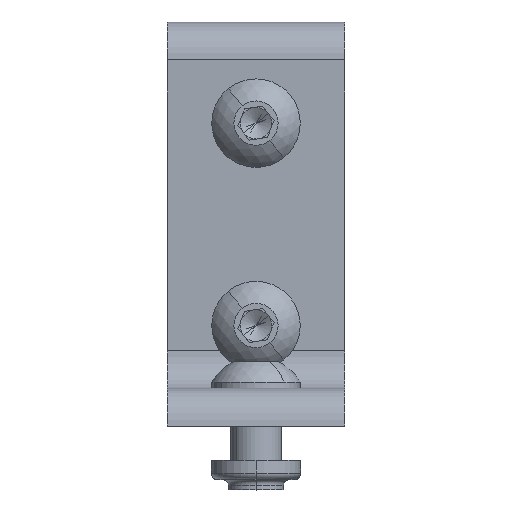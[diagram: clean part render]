
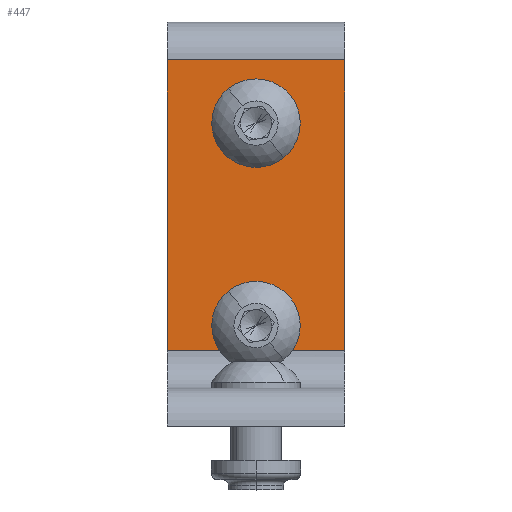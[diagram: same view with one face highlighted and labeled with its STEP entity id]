
A CAD part, top view. The second image highlights one B-rep face of the part: STEP entity #447.
In plain terms, the highlighted planar face has unit normal (0, 0, 1).
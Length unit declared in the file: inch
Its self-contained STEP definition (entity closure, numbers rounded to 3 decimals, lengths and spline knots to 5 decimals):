
#27 = ORIENTED_EDGE ( 'NONE', *, *, #563, .F. ) ;
#303 = VERTEX_POINT ( 'NONE', #1215 ) ;
#324 = ORIENTED_EDGE ( 'NONE', *, *, #513, .F. ) ;
#330 = VERTEX_POINT ( 'NONE', #1508 ) ;
#406 = EDGE_CURVE ( 'NONE', #497, #1395, #2012, .T. ) ;
#423 = EDGE_CURVE ( 'NONE', #330, #2468, #897, .T. ) ;
#426 = ORIENTED_EDGE ( 'NONE', *, *, #727, .F. ) ;
#432 = ORIENTED_EDGE ( 'NONE', *, *, #423, .T. ) ;
#447 = ADVANCED_FACE ( 'NONE', ( #1050, #1051 ), #1052, .T. ) ;
#448 = ORIENTED_EDGE ( 'NONE', *, *, #479, .T. ) ;
#474 = VERTEX_POINT ( 'NONE', #1242 ) ;
#479 = EDGE_CURVE ( 'NONE', #2468, #474, #1261, .T. ) ;
#497 = VERTEX_POINT ( 'NONE', #1427 ) ;
#504 = EDGE_LOOP ( 'NONE', ( #426, #1688 ) ) ;
#513 = EDGE_CURVE ( 'NONE', #1395, #474, #1509, .T. ) ;
#549 = VERTEX_POINT ( 'NONE', #1663 ) ;
#562 = VERTEX_POINT ( 'NONE', #1767 ) ;
#563 = EDGE_CURVE ( 'NONE', #562, #991, #1784, .T. ) ;
#570 = EDGE_LOOP ( 'NONE', ( #1848, #703, #27, #757, #432, #448, #324 ) ) ;
#583 = EDGE_CURVE ( 'NONE', #549, #303, #1970, .T. ) ;
#703 = ORIENTED_EDGE ( 'NONE', *, *, #1057, .T. ) ;
#727 = EDGE_CURVE ( 'NONE', #303, #549, #1909, .T. ) ;
#749 = EDGE_CURVE ( 'NONE', #330, #562, #893, .T. ) ;
#757 = ORIENTED_EDGE ( 'NONE', *, *, #749, .F. ) ;
#779 = CARTESIAN_POINT ( 'NONE',  ( -0.4375, 0.375, 0.1875 ) ) ;
#893 = LINE ( 'NONE', #894, #895 ) ;
#894 = CARTESIAN_POINT ( 'NONE',  ( -0.4375, 1.8125, 0.1875 ) ) ;
#895 = VECTOR ( 'NONE', #896, 39.37008 ) ;
#896 = DIRECTION ( 'NONE',  ( 1., 0., 0. ) ) ;
#897 = LINE ( 'NONE', #898, #899 ) ;
#898 = CARTESIAN_POINT ( 'NONE',  ( -0.4375, 0.375, 0.1875 ) ) ;
#899 = VECTOR ( 'NONE', #904, 39.37008 ) ;
#904 = DIRECTION ( 'NONE',  ( 0., -1., 0. ) ) ;
#991 = VERTEX_POINT ( 'NONE', #1240 ) ;
#1050 = FACE_BOUND ( 'NONE', #504, .T. ) ;
#1051 = FACE_OUTER_BOUND ( 'NONE', #570, .T. ) ;
#1052 = PLANE ( 'NONE',  #1053 ) ;
#1053 = AXIS2_PLACEMENT_3D ( 'NONE', #1054, #1055, #1056 ) ;
#1054 = CARTESIAN_POINT ( 'NONE',  ( -0.4375, 0.375, 0.1875 ) ) ;
#1055 = DIRECTION ( 'NONE',  ( 0., 0., 1. ) ) ;
#1056 = DIRECTION ( 'NONE',  ( 0., -1., 0. ) ) ;
#1057 = EDGE_CURVE ( 'NONE', #497, #991, #1253, .T. ) ;
#1215 = CARTESIAN_POINT ( 'NONE',  ( 0., 1.6285, 0.1875 ) ) ;
#1240 = CARTESIAN_POINT ( 'NONE',  ( 0.4375, 0.375, 0.1875 ) ) ;
#1242 = CARTESIAN_POINT ( 'NONE',  ( -0.02979, 0.375, 0.1875 ) ) ;
#1253 = LINE ( 'NONE', #1254, #1255 ) ;
#1254 = CARTESIAN_POINT ( 'NONE',  ( -0.4375, 0.375, 0.1875 ) ) ;
#1255 = VECTOR ( 'NONE', #1256, 39.37008 ) ;
#1256 = DIRECTION ( 'NONE',  ( 1., 0., 0. ) ) ;
#1261 = LINE ( 'NONE', #1262, #1263 ) ;
#1262 = CARTESIAN_POINT ( 'NONE',  ( -0.4375, 0.375, 0.1875 ) ) ;
#1263 = VECTOR ( 'NONE', #1264, 39.37008 ) ;
#1264 = DIRECTION ( 'NONE',  ( 1., 0., 0. ) ) ;
#1395 = VERTEX_POINT ( 'NONE', #1488 ) ;
#1427 = CARTESIAN_POINT ( 'NONE',  ( 0.02979, 0.375, 0.1875 ) ) ;
#1488 = CARTESIAN_POINT ( 'NONE',  ( 0., 0.6285, 0.1875 ) ) ;
#1508 = CARTESIAN_POINT ( 'NONE',  ( -0.4375, 1.8125, 0.1875 ) ) ;
#1509 = CIRCLE ( 'NONE', #1510, 0.1285 ) ;
#1510 = AXIS2_PLACEMENT_3D ( 'NONE', #1511, #1512, #1513 ) ;
#1511 = CARTESIAN_POINT ( 'NONE',  ( 0., 0.5, 0.1875 ) ) ;
#1512 = DIRECTION ( 'NONE',  ( 0., 0., 1. ) ) ;
#1513 = DIRECTION ( 'NONE',  ( 0., -1., 0. ) ) ;
#1663 = CARTESIAN_POINT ( 'NONE',  ( 0., 1.3715, 0.1875 ) ) ;
#1688 = ORIENTED_EDGE ( 'NONE', *, *, #583, .F. ) ;
#1767 = CARTESIAN_POINT ( 'NONE',  ( 0.4375, 1.8125, 0.1875 ) ) ;
#1784 = LINE ( 'NONE', #1785, #1786 ) ;
#1785 = CARTESIAN_POINT ( 'NONE',  ( 0.4375, 0.375, 0.1875 ) ) ;
#1786 = VECTOR ( 'NONE', #1787, 39.37008 ) ;
#1787 = DIRECTION ( 'NONE',  ( 0., -1., 0. ) ) ;
#1848 = ORIENTED_EDGE ( 'NONE', *, *, #406, .F. ) ;
#1909 = CIRCLE ( 'NONE', #1910, 0.1285 ) ;
#1910 = AXIS2_PLACEMENT_3D ( 'NONE', #1911, #1912, #1913 ) ;
#1911 = CARTESIAN_POINT ( 'NONE',  ( 0., 1.5, 0.1875 ) ) ;
#1912 = DIRECTION ( 'NONE',  ( 0., 0., 1. ) ) ;
#1913 = DIRECTION ( 'NONE',  ( 0., -1., 0. ) ) ;
#1970 = CIRCLE ( 'NONE', #1971, 0.1285 ) ;
#1971 = AXIS2_PLACEMENT_3D ( 'NONE', #1972, #1973, #1974 ) ;
#1972 = CARTESIAN_POINT ( 'NONE',  ( 0., 1.5, 0.1875 ) ) ;
#1973 = DIRECTION ( 'NONE',  ( 0., 0., 1. ) ) ;
#1974 = DIRECTION ( 'NONE',  ( 0., -1., 0. ) ) ;
#2012 = CIRCLE ( 'NONE', #2013, 0.1285 ) ;
#2013 = AXIS2_PLACEMENT_3D ( 'NONE', #2014, #2015, #2016 ) ;
#2014 = CARTESIAN_POINT ( 'NONE',  ( 0., 0.5, 0.1875 ) ) ;
#2015 = DIRECTION ( 'NONE',  ( 0., 0., 1. ) ) ;
#2016 = DIRECTION ( 'NONE',  ( 0., -1., 0. ) ) ;
#2468 = VERTEX_POINT ( 'NONE', #779 ) ;
